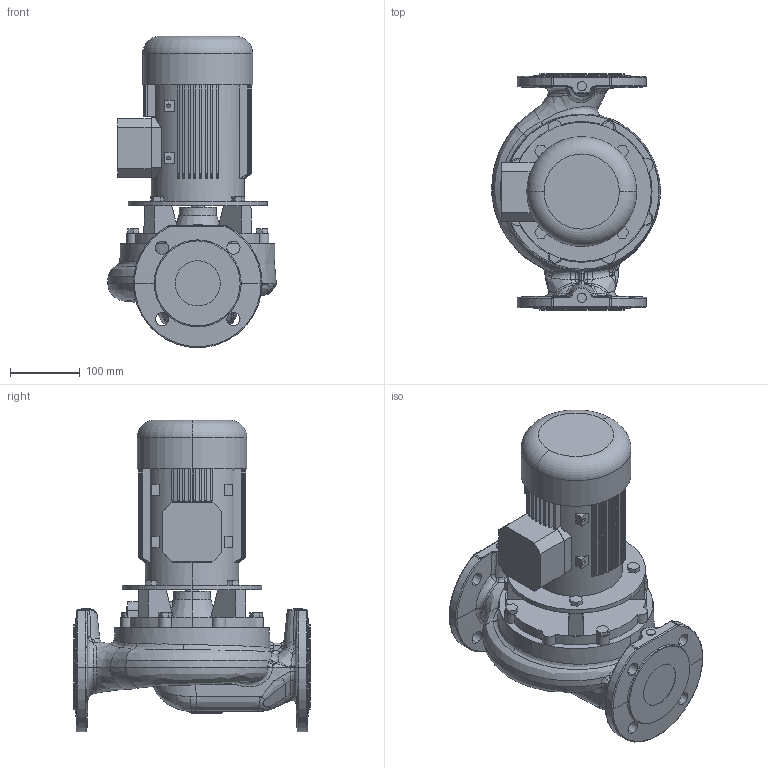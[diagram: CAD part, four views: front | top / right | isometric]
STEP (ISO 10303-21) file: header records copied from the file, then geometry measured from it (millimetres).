
FILE_DESCRIPTION (( 'STEP AP203' ), '1' );
FILE_NAME ('VariA 65-5.5.STEP', '2014-07-08T10:56:57', ( '' ), ( '' ), 'SwSTEP 2.0', 'SolidWorks 2011', '' );
FILE_SCHEMA (( 'CONFIG_CONTROL_DESIGN' ));
Products named in the file (1): VariA 65-5.5
Bounding box: 242.41 x 340 x 447.5 mm (x, y, z)
Volume: 10397170 mm3; surface area: 680515.1 mm2
Topology: 4 solids, 4 shells, 664 faces, 1682 edges, 1047 vertices
Faces by surface type: plane 230, bspline 177, cylinder 159, cone 58, torus 25, sphere 15
Entity records: 40294 total; most frequent: CARTESIAN_POINT 25711, ORIENTED_EDGE 3326, DIRECTION 2592, EDGE_CURVE 1663, VERTEX_POINT 1047, AXIS2_PLACEMENT_3D 968, EDGE_LOOP 720, FACE_OUTER_BOUND 664
